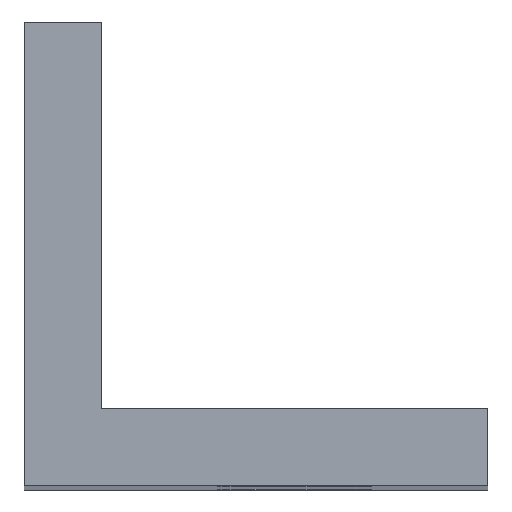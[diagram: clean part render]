
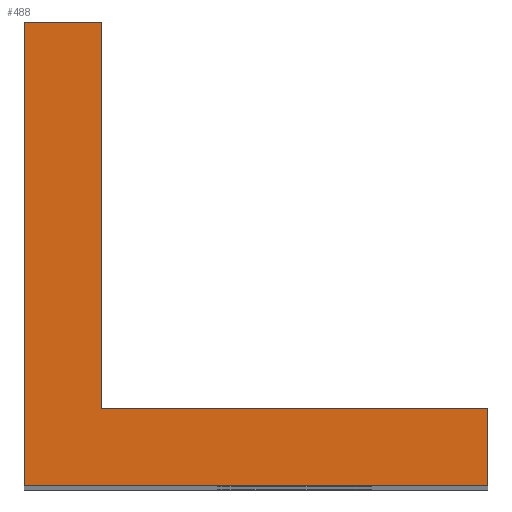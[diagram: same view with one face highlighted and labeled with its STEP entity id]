
A CAD part, top view. The second image highlights one B-rep face of the part: STEP entity #488.
In plain terms, the highlighted planar face has unit normal (0, 0, 1).
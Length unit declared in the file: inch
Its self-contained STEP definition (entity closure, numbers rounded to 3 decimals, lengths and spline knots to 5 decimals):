
#80=CARTESIAN_POINT('',(0.845,1.25,2.12388));
#81=VERTEX_POINT('',#80);
#88=CARTESIAN_POINT('',(0.97,1.25,2.12388));
#89=VERTEX_POINT('',#88);
#90=CARTESIAN_POINT('',(0.97,1.25,2.12388));
#91=DIRECTION('',(-1.,0.,0.));
#92=VECTOR('',#91,0.125);
#93=LINE('',#90,#92);
#94=EDGE_CURVE('',#89,#81,#93,.T.);
#140=CARTESIAN_POINT('',(0.845,0.5,2.12388));
#141=VERTEX_POINT('',#140);
#148=CARTESIAN_POINT('',(0.845,1.25,2.12388));
#149=DIRECTION('',(-0.,-1.,0.));
#150=VECTOR('',#149,0.75);
#151=LINE('',#148,#150);
#152=EDGE_CURVE('',#81,#141,#151,.T.);
#261=CARTESIAN_POINT('',(1.595,0.5,2.12388));
#262=VERTEX_POINT('',#261);
#269=CARTESIAN_POINT('',(0.845,0.5,2.12388));
#270=DIRECTION('',(1.,-0.,0.));
#271=VECTOR('',#270,0.75);
#272=LINE('',#269,#271);
#273=EDGE_CURVE('',#141,#262,#272,.T.);
#292=CARTESIAN_POINT('',(1.595,0.625,2.12388));
#293=VERTEX_POINT('',#292);
#300=CARTESIAN_POINT('',(1.595,0.5,2.12388));
#301=DIRECTION('',(0.,1.,0.));
#302=VECTOR('',#301,0.125);
#303=LINE('',#300,#302);
#304=EDGE_CURVE('',#262,#293,#303,.T.);
#413=CARTESIAN_POINT('',(0.97,0.625,2.12388));
#414=VERTEX_POINT('',#413);
#421=CARTESIAN_POINT('',(1.595,0.625,2.12388));
#422=DIRECTION('',(-1.,-0.,0.));
#423=VECTOR('',#422,0.625);
#424=LINE('',#421,#423);
#425=EDGE_CURVE('',#293,#414,#424,.T.);
#465=CARTESIAN_POINT('',(0.97,0.625,2.12388));
#466=DIRECTION('',(0.,1.,0.));
#467=VECTOR('',#466,0.625);
#468=LINE('',#465,#467);
#469=EDGE_CURVE('',#414,#89,#468,.T.);
#475=CARTESIAN_POINT('',(0.845,1.25,2.12388));
#476=DIRECTION('',(0.,0.,1.));
#477=DIRECTION('',(1.,0.,0.));
#478=AXIS2_PLACEMENT_3D('',#475,#476,#477);
#479=PLANE('',#478);
#480=ORIENTED_EDGE('',*,*,#94,.T.);
#481=ORIENTED_EDGE('',*,*,#152,.T.);
#482=ORIENTED_EDGE('',*,*,#273,.T.);
#483=ORIENTED_EDGE('',*,*,#304,.T.);
#484=ORIENTED_EDGE('',*,*,#425,.T.);
#485=ORIENTED_EDGE('',*,*,#469,.T.);
#486=EDGE_LOOP('',(#480,#481,#482,#483,#484,#485));
#487=FACE_BOUND('',#486,.T.);
#488=ADVANCED_FACE('',(#487),#479,.T.);
